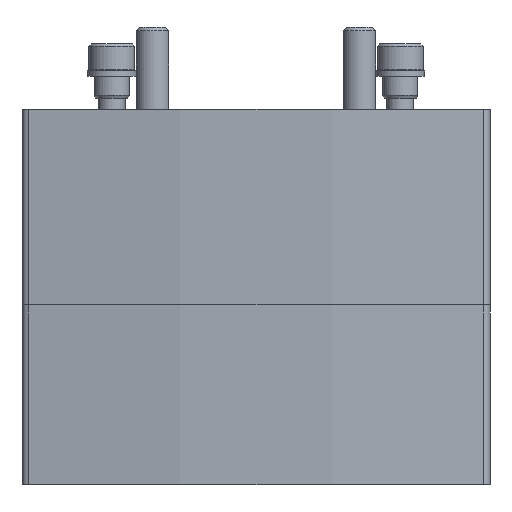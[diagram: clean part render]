
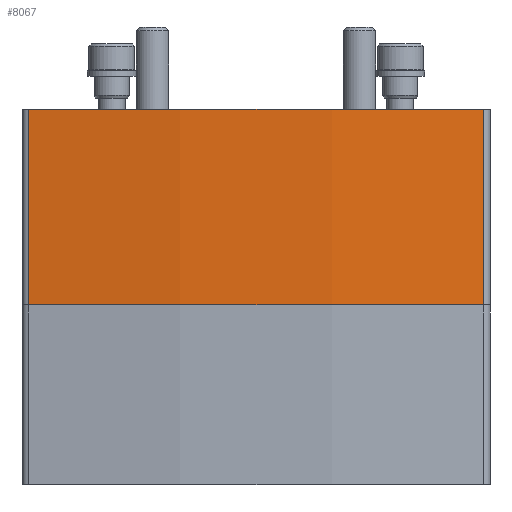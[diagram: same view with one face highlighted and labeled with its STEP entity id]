
A CAD part, front view. The second image highlights one B-rep face of the part: STEP entity #8067.
In plain terms, the highlighted cylindrical face has radius 258 mm (diameter 516 mm), a partial arc.
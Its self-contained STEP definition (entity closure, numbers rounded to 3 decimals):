
#342=CYLINDRICAL_SURFACE('',#8756,258.);
#641=CIRCLE('',#8757,258.);
#642=CIRCLE('',#8758,258.);
#1278=ORIENTED_EDGE('',*,*,#3540,.T.);
#1279=ORIENTED_EDGE('',*,*,#3539,.F.);
#1280=ORIENTED_EDGE('',*,*,#3541,.F.);
#1281=ORIENTED_EDGE('',*,*,#3542,.T.);
#3539=EDGE_CURVE('',#4683,#4682,#5446,.T.);
#3540=EDGE_CURVE('',#4684,#4682,#641,.T.);
#3541=EDGE_CURVE('',#4685,#4683,#642,.T.);
#3542=EDGE_CURVE('',#4685,#4684,#5447,.T.);
#4682=VERTEX_POINT('',#12566);
#4683=VERTEX_POINT('',#12568);
#4684=VERTEX_POINT('',#12572);
#4685=VERTEX_POINT('',#12574);
#5446=LINE('',#12569,#5969);
#5447=LINE('',#12575,#5970);
#5969=VECTOR('',#9986,1000.);
#5970=VECTOR('',#9993,1000.);
#6490=EDGE_LOOP('',(#1278,#1279,#1280,#1281));
#7171=FACE_BOUND('',#6490,.T.);
#8067=ADVANCED_FACE('',(#7171),#342,.T.);
#8756=AXIS2_PLACEMENT_3D('',#12570,#9987,#9988);
#8757=AXIS2_PLACEMENT_3D('',#12571,#9989,#9990);
#8758=AXIS2_PLACEMENT_3D('',#12573,#9991,#9992);
#9986=DIRECTION('',(0.,-1.,0.));
#9987=DIRECTION('',(0.,-1.,0.));
#9988=DIRECTION('',(0.,0.,-1.));
#9989=DIRECTION('',(0.,1.,0.));
#9990=DIRECTION('',(1.,0.,0.));
#9991=DIRECTION('',(0.,1.,0.));
#9992=DIRECTION('',(1.,0.,0.));
#9993=DIRECTION('',(0.,-1.,0.));
#12566=CARTESIAN_POINT('',(-41.743,0.,-185.101));
#12568=CARTESIAN_POINT('',(-41.743,36.,-185.101));
#12569=CARTESIAN_POINT('',(-41.743,36.,-185.101));
#12570=CARTESIAN_POINT('',(0.,36.,69.5));
#12571=CARTESIAN_POINT('',(0.,0.,69.5));
#12572=CARTESIAN_POINT('',(41.743,0.,-185.101));
#12573=CARTESIAN_POINT('',(0.,36.,69.5));
#12574=CARTESIAN_POINT('',(41.743,36.,-185.101));
#12575=CARTESIAN_POINT('',(41.743,36.,-185.101));
